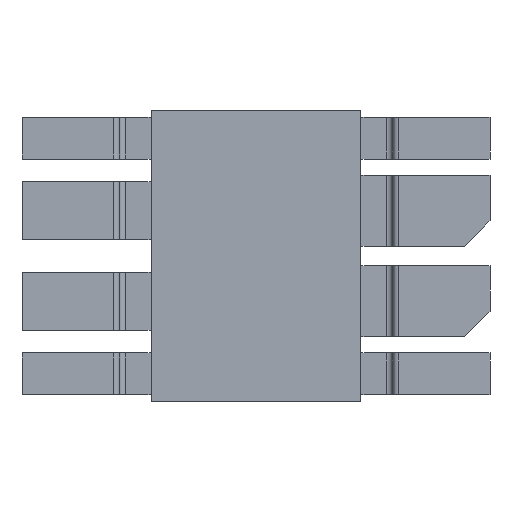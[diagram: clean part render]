
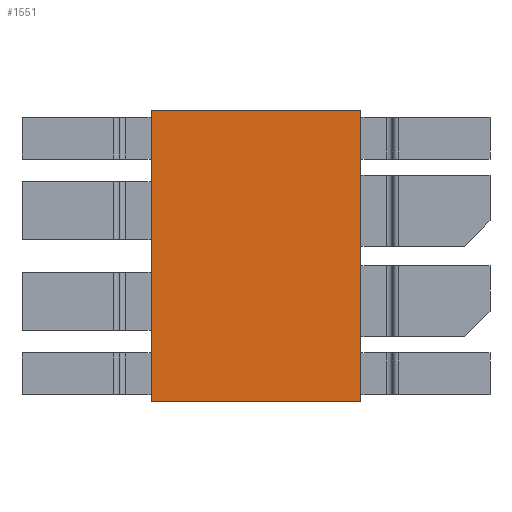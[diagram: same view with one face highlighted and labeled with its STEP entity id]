
A CAD part, front view. The second image highlights one B-rep face of the part: STEP entity #1551.
In plain terms, the highlighted planar face has unit normal (0, -1, 0).
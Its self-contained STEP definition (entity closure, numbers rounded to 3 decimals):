
#115 = ORIENTED_EDGE ( 'NONE', *, *, #2888, .F. ) ;
#224 = ORIENTED_EDGE ( 'NONE', *, *, #2662, .F. ) ;
#237 = EDGE_CURVE ( 'NONE', #2777, #894, #2799, .T. ) ;
#297 = CARTESIAN_POINT ( 'NONE',  ( -8.255, 0., 11.43 ) ) ;
#323 = CARTESIAN_POINT ( 'NONE',  ( 8.255, 0., -11.43 ) ) ;
#353 = VERTEX_POINT ( 'NONE', #297 ) ;
#672 = AXIS2_PLACEMENT_3D ( 'NONE', #3018, #1319, #3322 ) ;
#846 = DIRECTION ( 'NONE',  ( 0., 0., 1. ) ) ;
#894 = VERTEX_POINT ( 'NONE', #3136 ) ;
#984 = LINE ( 'NONE', #2834, #2595 ) ;
#1014 = PLANE ( 'NONE',  #672 ) ;
#1079 = CARTESIAN_POINT ( 'NONE',  ( -8.255, 0., 11.43 ) ) ;
#1202 = VECTOR ( 'NONE', #1229, 1000. ) ;
#1229 = DIRECTION ( 'NONE',  ( -1., 0., 0. ) ) ;
#1298 = VECTOR ( 'NONE', #1748, 1000. ) ;
#1319 = DIRECTION ( 'NONE',  ( 0., 1., 0. ) ) ;
#1367 = DIRECTION ( 'NONE',  ( 1., 0., 0. ) ) ;
#1522 = VECTOR ( 'NONE', #1367, 1000. ) ;
#1551 = ADVANCED_FACE ( 'NONE', ( #1708 ), #1014, .F. ) ;
#1614 = CARTESIAN_POINT ( 'NONE',  ( 8.255, 0., 11.43 ) ) ;
#1708 = FACE_OUTER_BOUND ( 'NONE', #2835, .T. ) ;
#1748 = DIRECTION ( 'NONE',  ( 0., 0., -1. ) ) ;
#1841 = ORIENTED_EDGE ( 'NONE', *, *, #2751, .F. ) ;
#2367 = CARTESIAN_POINT ( 'NONE',  ( -8.255, 0., -11.43 ) ) ;
#2595 = VECTOR ( 'NONE', #846, 1000. ) ;
#2662 = EDGE_CURVE ( 'NONE', #353, #3444, #2947, .T. ) ;
#2743 = ORIENTED_EDGE ( 'NONE', *, *, #237, .F. ) ;
#2751 = EDGE_CURVE ( 'NONE', #894, #353, #984, .T. ) ;
#2777 = VERTEX_POINT ( 'NONE', #3716 ) ;
#2799 = LINE ( 'NONE', #2367, #1202 ) ;
#2834 = CARTESIAN_POINT ( 'NONE',  ( -8.255, 0., -11.43 ) ) ;
#2835 = EDGE_LOOP ( 'NONE', ( #115, #224, #1841, #2743 ) ) ;
#2888 = EDGE_CURVE ( 'NONE', #3444, #2777, #2890, .T. ) ;
#2890 = LINE ( 'NONE', #323, #1298 ) ;
#2947 = LINE ( 'NONE', #1079, #1522 ) ;
#3018 = CARTESIAN_POINT ( 'NONE',  ( 0., 0., 0. ) ) ;
#3136 = CARTESIAN_POINT ( 'NONE',  ( -8.255, 0., -11.43 ) ) ;
#3322 = DIRECTION ( 'NONE',  ( 0., 0., 1. ) ) ;
#3444 = VERTEX_POINT ( 'NONE', #1614 ) ;
#3716 = CARTESIAN_POINT ( 'NONE',  ( 8.255, 0., -11.43 ) ) ;
